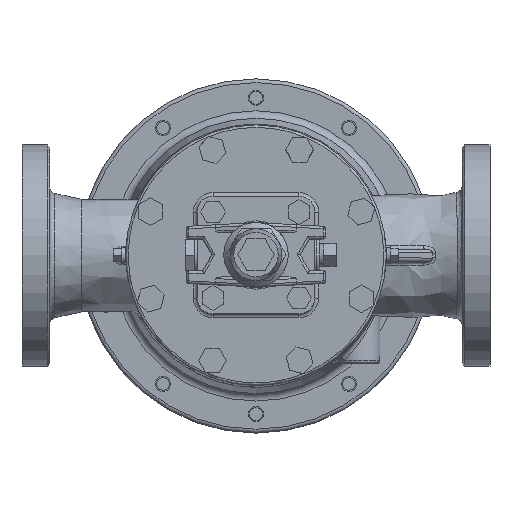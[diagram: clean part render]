
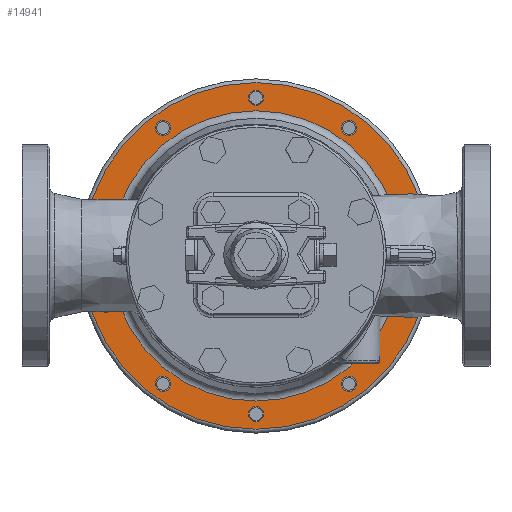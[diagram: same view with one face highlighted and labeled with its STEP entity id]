
A CAD part, top view. The second image highlights one B-rep face of the part: STEP entity #14941.
In plain terms, the highlighted planar face has unit normal (0, 0, 1).
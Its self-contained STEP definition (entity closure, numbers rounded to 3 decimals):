
#113=PLANE('',#16033);
#3220=FACE_BOUND('',#4725,.T.);
#3221=FACE_BOUND('',#4726,.T.);
#3222=FACE_BOUND('',#4727,.T.);
#3223=FACE_BOUND('',#4728,.T.);
#3224=FACE_BOUND('',#4729,.T.);
#3225=FACE_BOUND('',#4730,.T.);
#3226=FACE_BOUND('',#4731,.T.);
#3227=FACE_BOUND('',#4732,.T.);
#3228=FACE_BOUND('',#4733,.T.);
#3229=FACE_BOUND('',#4734,.T.);
#3230=FACE_BOUND('',#4735,.T.);
#3646=FACE_OUTER_BOUND('',#4724,.T.);
#4724=EDGE_LOOP('',(#10827));
#4725=EDGE_LOOP('',(#10828));
#4726=EDGE_LOOP('',(#10829));
#4727=EDGE_LOOP('',(#10830));
#4728=EDGE_LOOP('',(#10831));
#4729=EDGE_LOOP('',(#10832));
#4730=EDGE_LOOP('',(#10833));
#4731=EDGE_LOOP('',(#10834));
#4732=EDGE_LOOP('',(#10835));
#4733=EDGE_LOOP('',(#10836));
#4734=EDGE_LOOP('',(#10837));
#4735=EDGE_LOOP('',(#10838));
#6221=CIRCLE('',#15932,5.053);
#6223=CIRCLE('',#15935,5.053);
#6225=CIRCLE('',#15938,5.053);
#6227=CIRCLE('',#15941,5.053);
#6229=CIRCLE('',#15944,5.053);
#6231=CIRCLE('',#15947,5.053);
#6233=CIRCLE('',#15950,5.053);
#6235=CIRCLE('',#15953,5.053);
#6237=CIRCLE('',#15956,5.053);
#6239=CIRCLE('',#15959,5.053);
#6282=CIRCLE('',#16032,137.);
#6283=CIRCLE('',#16034,114.73);
#6969=VERTEX_POINT('',#23497);
#6971=VERTEX_POINT('',#23502);
#6973=VERTEX_POINT('',#23507);
#6975=VERTEX_POINT('',#23512);
#6977=VERTEX_POINT('',#23517);
#6979=VERTEX_POINT('',#23522);
#6981=VERTEX_POINT('',#23527);
#6983=VERTEX_POINT('',#23532);
#6985=VERTEX_POINT('',#23537);
#6987=VERTEX_POINT('',#23542);
#7063=VERTEX_POINT('',#25350);
#7064=VERTEX_POINT('',#25353);
#8394=EDGE_CURVE('',#6969,#6969,#6221,.T.);
#8396=EDGE_CURVE('',#6971,#6971,#6223,.T.);
#8398=EDGE_CURVE('',#6973,#6973,#6225,.T.);
#8400=EDGE_CURVE('',#6975,#6975,#6227,.T.);
#8402=EDGE_CURVE('',#6977,#6977,#6229,.T.);
#8404=EDGE_CURVE('',#6979,#6979,#6231,.T.);
#8406=EDGE_CURVE('',#6981,#6981,#6233,.T.);
#8408=EDGE_CURVE('',#6983,#6983,#6235,.T.);
#8410=EDGE_CURVE('',#6985,#6985,#6237,.T.);
#8412=EDGE_CURVE('',#6987,#6987,#6239,.T.);
#8530=EDGE_CURVE('',#7063,#7063,#6282,.T.);
#8531=EDGE_CURVE('',#7064,#7064,#6283,.T.);
#10827=ORIENTED_EDGE('',*,*,#8530,.F.);
#10828=ORIENTED_EDGE('',*,*,#8394,.T.);
#10829=ORIENTED_EDGE('',*,*,#8396,.T.);
#10830=ORIENTED_EDGE('',*,*,#8398,.T.);
#10831=ORIENTED_EDGE('',*,*,#8400,.T.);
#10832=ORIENTED_EDGE('',*,*,#8402,.T.);
#10833=ORIENTED_EDGE('',*,*,#8404,.T.);
#10834=ORIENTED_EDGE('',*,*,#8406,.T.);
#10835=ORIENTED_EDGE('',*,*,#8408,.T.);
#10836=ORIENTED_EDGE('',*,*,#8410,.T.);
#10837=ORIENTED_EDGE('',*,*,#8412,.T.);
#10838=ORIENTED_EDGE('',*,*,#8531,.F.);
#14941=ADVANCED_FACE('',(#3646,#3220,#3221,#3222,#3223,#3224,#3225,#3226,
#3227,#3228,#3229,#3230),#113,.T.);
#15932=AXIS2_PLACEMENT_3D('',#23498,#17635,#17636);
#15935=AXIS2_PLACEMENT_3D('',#23503,#17641,#17642);
#15938=AXIS2_PLACEMENT_3D('',#23508,#17647,#17648);
#15941=AXIS2_PLACEMENT_3D('',#23513,#17653,#17654);
#15944=AXIS2_PLACEMENT_3D('',#23518,#17659,#17660);
#15947=AXIS2_PLACEMENT_3D('',#23523,#17665,#17666);
#15950=AXIS2_PLACEMENT_3D('',#23528,#17671,#17672);
#15953=AXIS2_PLACEMENT_3D('',#23533,#17677,#17678);
#15956=AXIS2_PLACEMENT_3D('',#23538,#17683,#17684);
#15959=AXIS2_PLACEMENT_3D('',#23543,#17689,#17690);
#16032=AXIS2_PLACEMENT_3D('',#25351,#17847,#17848);
#16033=AXIS2_PLACEMENT_3D('',#25352,#17849,#17850);
#16034=AXIS2_PLACEMENT_3D('',#25354,#17851,#17852);
#17635=DIRECTION('center_axis',(0.,0.,-1.));
#17636=DIRECTION('ref_axis',(-0.809,0.588,0.));
#17641=DIRECTION('center_axis',(0.,0.,-1.));
#17642=DIRECTION('ref_axis',(-0.309,0.951,0.));
#17647=DIRECTION('center_axis',(0.,0.,-1.));
#17648=DIRECTION('ref_axis',(0.309,0.951,0.));
#17653=DIRECTION('center_axis',(0.,0.,-1.));
#17654=DIRECTION('ref_axis',(0.809,0.588,0.));
#17659=DIRECTION('center_axis',(0.,0.,-1.));
#17660=DIRECTION('ref_axis',(1.,0.,0.));
#17665=DIRECTION('center_axis',(0.,0.,-1.));
#17666=DIRECTION('ref_axis',(0.809,-0.588,0.));
#17671=DIRECTION('center_axis',(0.,0.,-1.));
#17672=DIRECTION('ref_axis',(0.309,-0.951,0.));
#17677=DIRECTION('center_axis',(0.,0.,-1.));
#17678=DIRECTION('ref_axis',(-0.309,-0.951,0.));
#17683=DIRECTION('center_axis',(0.,0.,-1.));
#17684=DIRECTION('ref_axis',(-0.809,-0.588,0.));
#17689=DIRECTION('center_axis',(0.,0.,-1.));
#17690=DIRECTION('ref_axis',(-1.,0.,0.));
#17847=DIRECTION('center_axis',(0.,0.,-1.));
#17848=DIRECTION('ref_axis',(-1.,0.,0.));
#17849=DIRECTION('center_axis',(0.,0.,1.));
#17850=DIRECTION('ref_axis',(1.,0.,0.));
#17851=DIRECTION('center_axis',(0.,0.,1.));
#17852=DIRECTION('ref_axis',(-1.,0.,0.));
#23497=CARTESIAN_POINT('',(77.561,98.157,30.));
#23498=CARTESIAN_POINT('Origin',(73.473,101.127,30.));
#23502=CARTESIAN_POINT('',(120.444,33.821,30.));
#23503=CARTESIAN_POINT('Origin',(118.882,38.627,30.));
#23507=CARTESIAN_POINT('',(117.321,-43.433,30.));
#23508=CARTESIAN_POINT('Origin',(118.882,-38.627,30.));
#23512=CARTESIAN_POINT('',(69.385,-104.097,30.));
#23513=CARTESIAN_POINT('Origin',(73.473,-101.127,30.));
#23517=CARTESIAN_POINT('',(-5.053,-125.,30.));
#23518=CARTESIAN_POINT('Origin',(0.,-125.,30.));
#23522=CARTESIAN_POINT('',(-77.561,-98.157,30.));
#23523=CARTESIAN_POINT('Origin',(-73.473,-101.127,30.));
#23527=CARTESIAN_POINT('',(-120.444,-33.821,30.));
#23528=CARTESIAN_POINT('Origin',(-118.882,-38.627,30.));
#23532=CARTESIAN_POINT('',(-117.321,43.433,30.));
#23533=CARTESIAN_POINT('Origin',(-118.882,38.627,30.));
#23537=CARTESIAN_POINT('',(-69.385,104.097,30.));
#23538=CARTESIAN_POINT('Origin',(-73.473,101.127,30.));
#23542=CARTESIAN_POINT('',(5.053,125.,30.));
#23543=CARTESIAN_POINT('Origin',(0.,125.,30.));
#25350=CARTESIAN_POINT('',(137.,0.,30.));
#25351=CARTESIAN_POINT('Origin',(0.,0.,30.));
#25352=CARTESIAN_POINT('Origin',(0.,0.,
30.));
#25353=CARTESIAN_POINT('',(114.73,0.,30.));
#25354=CARTESIAN_POINT('Origin',(0.,0.,30.));
